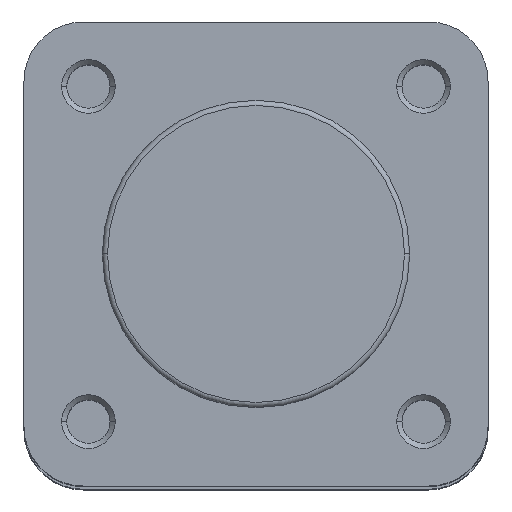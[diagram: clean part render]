
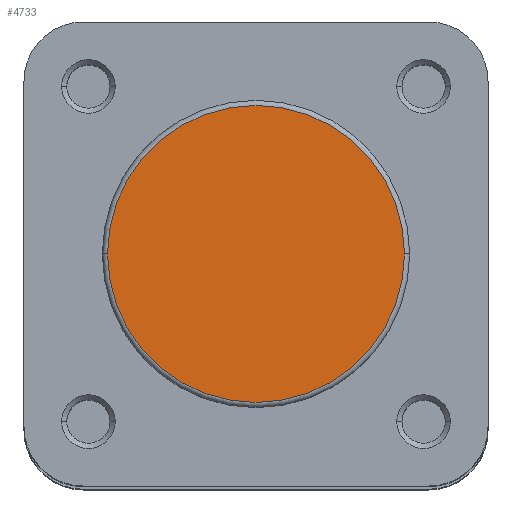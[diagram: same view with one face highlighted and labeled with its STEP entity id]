
A CAD part, top view. The second image highlights one B-rep face of the part: STEP entity #4733.
In plain terms, the highlighted planar face has unit normal (0, 0, 1).
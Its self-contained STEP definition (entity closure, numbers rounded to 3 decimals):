
#157 = AXIS2_PLACEMENT_3D ( 'NONE', #1321, #1323, #1324 ) ;
#194 = AXIS2_PLACEMENT_3D ( 'NONE', #1082, #1083, #1084 ) ;
#380 = AXIS2_PLACEMENT_3D ( 'NONE', #3741, #3760, #3761 ) ;
#659 = VERTEX_POINT ( 'NONE', #976 ) ;
#686 = VERTEX_POINT ( 'NONE', #1003 ) ;
#976 = CARTESIAN_POINT ( 'NONE',  ( 14.4, 0., 0. ) ) ;
#1003 = CARTESIAN_POINT ( 'NONE',  ( -14.4, 0., 0. ) ) ;
#1082 = CARTESIAN_POINT ( 'NONE',  ( 0., 0., 0. ) ) ;
#1083 = DIRECTION ( 'NONE',  ( 0., 0., 1. ) ) ;
#1084 = DIRECTION ( 'NONE',  ( -1., 0., 0. ) ) ;
#1321 = CARTESIAN_POINT ( 'NONE',  ( 0., 0., 0. ) ) ;
#1323 = DIRECTION ( 'NONE',  ( 0., 0., 1. ) ) ;
#1324 = DIRECTION ( 'NONE',  ( -1., 0., 0. ) ) ;
#1954 = EDGE_LOOP ( 'NONE', ( #2526, #2525 ) ) ;
#2525 = ORIENTED_EDGE ( 'NONE', *, *, #2801, .T. ) ;
#2526 = ORIENTED_EDGE ( 'NONE', *, *, #2719, .T. ) ;
#2692 = CIRCLE ( 'NONE', #194, 14.4 ) ;
#2719 = EDGE_CURVE ( 'NONE', #686, #659, #2692, .T. ) ;
#2801 = EDGE_CURVE ( 'NONE', #659, #686, #3525, .T. ) ;
#3151 = FACE_OUTER_BOUND ( 'NONE', #1954, .T. ) ;
#3525 = CIRCLE ( 'NONE', #157, 14.4 ) ;
#3741 = CARTESIAN_POINT ( 'NONE',  ( 0., 14.9, 0. ) ) ;
#3753 = PLANE ( 'NONE',  #380 ) ;
#3760 = DIRECTION ( 'NONE',  ( 0., 0., -1. ) ) ;
#3761 = DIRECTION ( 'NONE',  ( -1., 0., 0. ) ) ;
#4733 = ADVANCED_FACE ( 'NONE', ( #3151 ), #3753, .F. ) ;
